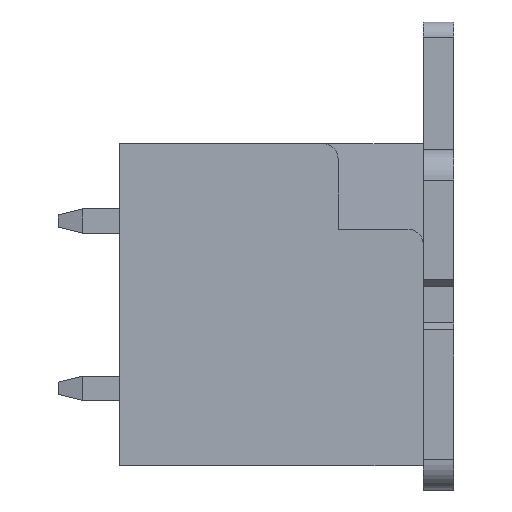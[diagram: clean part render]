
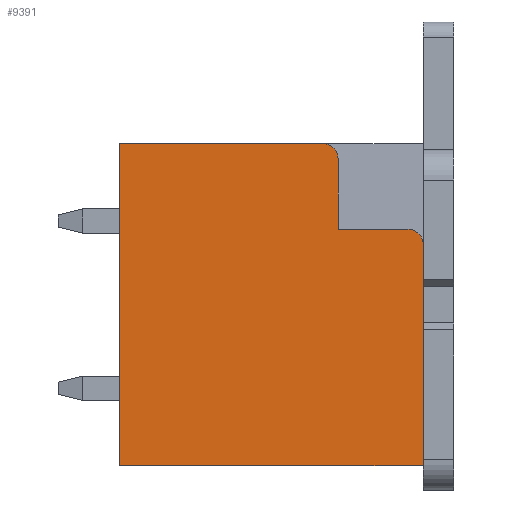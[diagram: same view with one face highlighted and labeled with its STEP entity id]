
A CAD part, left-side view. The second image highlights one B-rep face of the part: STEP entity #9391.
In plain terms, the highlighted planar face has unit normal (-1, 0, 0).
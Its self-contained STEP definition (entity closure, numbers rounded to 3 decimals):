
#421=CIRCLE('',#10124,0.5);
#422=CIRCLE('',#10125,0.5);
#2101=ORIENTED_EDGE('',*,*,#3852,.F.);
#2102=ORIENTED_EDGE('',*,*,#4023,.T.);
#2103=ORIENTED_EDGE('',*,*,#4024,.T.);
#2104=ORIENTED_EDGE('',*,*,#4025,.T.);
#2105=ORIENTED_EDGE('',*,*,#4026,.T.);
#2106=ORIENTED_EDGE('',*,*,#3251,.F.);
#2107=ORIENTED_EDGE('',*,*,#3318,.F.);
#2108=ORIENTED_EDGE('',*,*,#3198,.F.);
#3198=EDGE_CURVE('',#4528,#4529,#5389,.T.);
#3251=EDGE_CURVE('',#4580,#4581,#5439,.T.);
#3318=EDGE_CURVE('',#4529,#4580,#5501,.T.);
#3852=EDGE_CURVE('',#4979,#4528,#5914,.T.);
#4023=EDGE_CURVE('',#4979,#5073,#421,.F.);
#4024=EDGE_CURVE('',#5073,#5074,#6048,.T.);
#4025=EDGE_CURVE('',#5074,#5075,#6049,.T.);
#4026=EDGE_CURVE('',#5075,#4581,#422,.F.);
#4528=VERTEX_POINT('',#13143);
#4529=VERTEX_POINT('',#13145);
#4580=VERTEX_POINT('',#13249);
#4581=VERTEX_POINT('',#13251);
#4979=VERTEX_POINT('',#14491);
#5073=VERTEX_POINT('',#14848);
#5074=VERTEX_POINT('',#14850);
#5075=VERTEX_POINT('',#14852);
#5389=LINE('',#13144,#6471);
#5439=LINE('',#13250,#6521);
#5501=LINE('',#13385,#6583);
#5914=LINE('',#14492,#6996);
#6048=LINE('',#14849,#7130);
#6049=LINE('',#14851,#7131);
#6471=VECTOR('',#10489,1000.);
#6521=VECTOR('',#10547,1000.);
#6583=VECTOR('',#10647,1000.);
#6996=VECTOR('',#11710,1000.);
#7130=VECTOR('',#12086,1000.);
#7131=VECTOR('',#12087,1000.);
#7876=EDGE_LOOP('',(#2101,#2102,#2103,#2104,#2105,#2106,#2107,#2108));
#8477=FACE_BOUND('',#7876,.T.);
#8914=PLANE('',#10123);
#9391=ADVANCED_FACE('',(#8477),#8914,.F.);
#10123=AXIS2_PLACEMENT_3D('',#14846,#12082,#12083);
#10124=AXIS2_PLACEMENT_3D('',#14847,#12084,#12085);
#10125=AXIS2_PLACEMENT_3D('',#14853,#12088,#12089);
#10489=DIRECTION('',(0.,1.,0.));
#10547=DIRECTION('',(0.,-1.,0.));
#10647=DIRECTION('',(0.,0.,1.));
#11710=DIRECTION('',(0.,0.,-1.));
#12082=DIRECTION('',(1.,0.,0.));
#12083=DIRECTION('',(0.,0.,-1.));
#12084=DIRECTION('',(1.,0.,0.));
#12085=DIRECTION('',(0.,0.,-1.));
#12086=DIRECTION('',(0.,1.,0.));
#12087=DIRECTION('',(0.,0.,1.));
#12088=DIRECTION('',(1.,0.,0.));
#12089=DIRECTION('',(0.,0.,-1.));
#13143=CARTESIAN_POINT('',(-10.5,-5.,-5.3));
#13144=CARTESIAN_POINT('',(-10.5,-5.,-5.3));
#13145=CARTESIAN_POINT('',(-10.5,5.,-5.3));
#13249=CARTESIAN_POINT('',(-10.5,5.,5.3));
#13250=CARTESIAN_POINT('',(-10.5,5.,5.3));
#13251=CARTESIAN_POINT('',(-10.5,-1.7,5.3));
#13385=CARTESIAN_POINT('',(-10.5,5.,-5.3));
#14491=CARTESIAN_POINT('',(-10.5,-5.,1.98));
#14492=CARTESIAN_POINT('',(-10.5,-5.,5.3));
#14846=CARTESIAN_POINT('',(-10.5,0.,0.));
#14847=CARTESIAN_POINT('',(-10.5,-4.5,1.98));
#14848=CARTESIAN_POINT('',(-10.5,-4.5,2.48));
#14849=CARTESIAN_POINT('',(-10.5,-5.,2.48));
#14850=CARTESIAN_POINT('',(-10.5,-2.2,2.48));
#14851=CARTESIAN_POINT('',(-10.5,-2.2,2.48));
#14852=CARTESIAN_POINT('',(-10.5,-2.2,4.8));
#14853=CARTESIAN_POINT('',(-10.5,-1.7,4.8));
